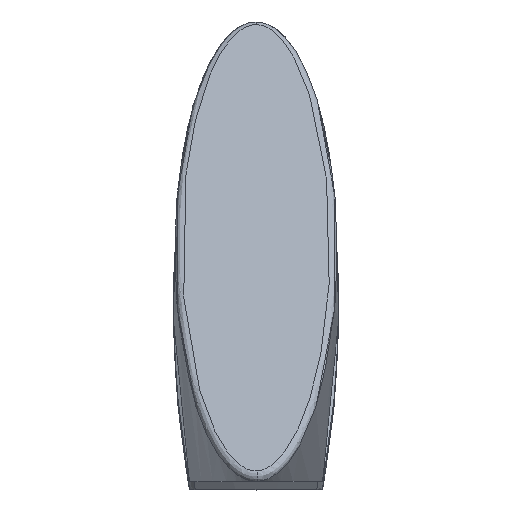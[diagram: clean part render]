
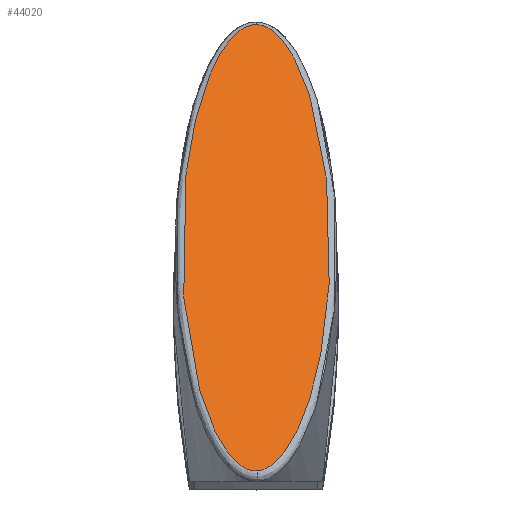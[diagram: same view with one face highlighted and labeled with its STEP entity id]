
A CAD part, top view. The second image highlights one B-rep face of the part: STEP entity #44020.
In plain terms, the highlighted planar face has unit normal (0, 0.629, 0.777).
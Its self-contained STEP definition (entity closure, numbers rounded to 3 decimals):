
#11250=CARTESIAN_POINT('',(0.03,32.066,
20.534));
#11260=VERTEX_POINT('',#11250);
#11290=CARTESIAN_POINT('',(0.03,32.066,
20.534));
#11300=CARTESIAN_POINT('',(-0.201,32.07,
20.53));
#11310=CARTESIAN_POINT('',(-0.432,32.019,
20.571));
#11320=CARTESIAN_POINT('',(-0.84,31.854,
20.705));
#11330=CARTESIAN_POINT('',(-1.024,31.74,
20.797));
#11340=CARTESIAN_POINT('',(-1.354,31.493,
20.998));
#11350=CARTESIAN_POINT('',(-1.502,31.356,
21.108));
#11360=CARTESIAN_POINT('',(-1.778,31.069,
21.341));
#11370=CARTESIAN_POINT('',(-1.904,30.919,
21.462));
#11380=CARTESIAN_POINT('',(-2.255,30.463,
21.831));
#11390=CARTESIAN_POINT('',(-2.456,30.146,
22.088));
#11400=CARTESIAN_POINT('',(-2.821,29.499,
22.612));
#11410=CARTESIAN_POINT('',(-2.984,29.167,
22.881));
#11420=CARTESIAN_POINT('',(-3.434,28.16,
23.697));
#11430=CARTESIAN_POINT('',(-3.677,27.477,
24.249));
#11440=CARTESIAN_POINT('',(-4.097,26.1,
25.364));
#11450=CARTESIAN_POINT('',(-4.273,25.405,
25.927));
#11460=CARTESIAN_POINT('',(-4.726,23.307,
27.627));
#11470=CARTESIAN_POINT('',(-4.928,21.897,
28.768));
#11480=CARTESIAN_POINT('',(-5.193,19.067,
31.059));
#11490=CARTESIAN_POINT('',(-5.255,17.649,
32.208));
#11500=CARTESIAN_POINT('',(-5.25,14.813,
34.505));
#11510=CARTESIAN_POINT('',(-5.183,13.395,
35.653));
#11520=CARTESIAN_POINT('',(-4.906,10.567,
37.943));
#11530=CARTESIAN_POINT('',(-4.697,9.155,
39.087));
#11540=CARTESIAN_POINT('',(-4.235,7.058,
40.785));
#11550=CARTESIAN_POINT('',(-4.056,6.363,
41.348));
#11560=CARTESIAN_POINT('',(-3.628,4.983,
42.465));
#11570=CARTESIAN_POINT('',(-3.382,4.299,
43.019));
#11580=CARTESIAN_POINT('',(-2.928,3.295,
43.832));
#11590=CARTESIAN_POINT('',(-2.764,2.964,
44.1));
#11600=CARTESIAN_POINT('',(-2.394,2.315,
44.625));
#11610=CARTESIAN_POINT('',(-2.19,1.998,
44.882));
#11620=CARTESIAN_POINT('',(-1.718,1.393,
45.372));
#11630=CARTESIAN_POINT('',(-1.452,1.099,
45.61));
#11640=CARTESIAN_POINT('',(-0.954,0.731,
45.908));
#11650=CARTESIAN_POINT('',(-0.776,0.62,
45.998));
#11660=CARTESIAN_POINT('',(-0.47,0.499,
46.096));
#11670=CARTESIAN_POINT('',(-0.361,0.466,
46.122));
#11680=CARTESIAN_POINT('',(-0.139,0.426,
46.155));
#11690=CARTESIAN_POINT('',(-0.022,0.419,
46.161));
#11700=CARTESIAN_POINT('',(0.092,0.427,
46.155));
#11710=B_SPLINE_CURVE_WITH_KNOTS('',3,(#11290,#11300,#11310,#11320,
#11330,#11340,#11350,#11360,#11370,#11380,#11390,#11400,#11410,#11420,
#11430,#11440,#11450,#11460,#11470,#11480,#11490,#11500,#11510,#11520,
#11530,#11540,#11550,#11560,#11570,#11580,#11590,#11600,#11610,#11620,
#11630,#11640,#11650,#11660,#11670,#11680,#11690,#11700),.UNSPECIFIED.,
.F.,.F.,(4,2,2,2,2,2,2,2,2,2,2,2,2,2,2,2,2,2,2,2,4),(0.088,
0.089,0.09,0.09,
0.091,0.093,0.094,
0.097,0.099,0.105,
0.111,0.116,0.122,0.124,
0.127,0.129,0.13,0.131,
0.132,0.132,0.133),.UNSPECIFIED.);
#11720=CARTESIAN_POINT('',(0.092,0.427,
46.155));
#11730=VERTEX_POINT('',#11720);
#11740=EDGE_CURVE('',#11260,#11730,#11710,.T.);
#43450=CARTESIAN_POINT('',(0.,16.126,
33.442));
#43460=DIRECTION('',(0.,0.629,
0.777));
#43470=DIRECTION('',(0.,-0.777,0.629));
#43480=AXIS2_PLACEMENT_3D('',#43450,#43460,#43470);
#43490=PLANE('',#43480);
#43500=CARTESIAN_POINT('',(0.092,0.427,
46.155));
#43510=CARTESIAN_POINT('',(0.207,0.435,
46.148));
#43520=CARTESIAN_POINT('',(0.319,0.456,
46.131));
#43530=CARTESIAN_POINT('',(0.535,0.521,
46.078));
#43540=CARTESIAN_POINT('',(0.635,0.563,
46.044));
#43550=CARTESIAN_POINT('',(0.827,0.66,
45.966));
#43560=CARTESIAN_POINT('',(0.919,0.715,
45.921));
#43570=CARTESIAN_POINT('',(1.093,0.831,
45.827));
#43580=CARTESIAN_POINT('',(1.175,0.893,
45.777));
#43590=CARTESIAN_POINT('',(1.409,1.086,
45.621));
#43600=CARTESIAN_POINT('',(1.551,1.226,
45.507));
#43610=CARTESIAN_POINT('',(1.814,1.517,
45.271));
#43620=CARTESIAN_POINT('',(1.935,1.667,
45.15));
#43630=CARTESIAN_POINT('',(2.275,2.125,
44.779));
#43640=CARTESIAN_POINT('',(2.471,2.442,
44.523));
#43650=CARTESIAN_POINT('',(2.827,3.088,
44.));
#43660=CARTESIAN_POINT('',(2.987,3.418,
43.732));
#43670=CARTESIAN_POINT('',(3.428,4.421,
42.92));
#43680=CARTESIAN_POINT('',(3.668,5.101,
42.37));
#43690=CARTESIAN_POINT('',(4.085,6.47,
41.261));
#43700=CARTESIAN_POINT('',(4.26,7.161,
40.701));
#43710=CARTESIAN_POINT('',(4.712,9.245,
39.013));
#43720=CARTESIAN_POINT('',(4.917,10.65,
37.876));
#43730=CARTESIAN_POINT('',(5.187,13.463,
35.598));
#43740=CARTESIAN_POINT('',(5.252,14.872,
34.457));
#43750=CARTESIAN_POINT('',(5.253,17.694,
32.172));
#43760=CARTESIAN_POINT('',(5.19,19.105,
31.029));
#43770=CARTESIAN_POINT('',(4.925,21.916,
28.752));
#43780=CARTESIAN_POINT('',(4.723,23.321,
27.615));
#43790=CARTESIAN_POINT('',(4.274,25.405,
25.928));
#43800=CARTESIAN_POINT('',(4.098,26.095,
25.368));
#43810=CARTESIAN_POINT('',(3.68,27.466,
24.258));
#43820=CARTESIAN_POINT('',(3.437,28.149,
23.706));
#43830=CARTESIAN_POINT('',(2.993,29.148,
22.896));
#43840=CARTESIAN_POINT('',(2.832,29.477,
22.63));
#43850=CARTESIAN_POINT('',(2.469,30.124,
22.106));
#43860=CARTESIAN_POINT('',(2.268,30.443,
21.848));
#43870=CARTESIAN_POINT('',(1.92,30.899,
21.478));
#43880=CARTESIAN_POINT('',(1.796,31.048,
21.358));
#43890=CARTESIAN_POINT('',(1.526,31.332,
21.128));
#43900=CARTESIAN_POINT('',(1.382,31.467,
21.018));
#43910=CARTESIAN_POINT('',(1.061,31.716,
20.817));
#43920=CARTESIAN_POINT('',(0.882,31.83,
20.724));
#43930=CARTESIAN_POINT('',(0.483,32.004,
20.584));
#43940=CARTESIAN_POINT('',(0.261,32.061,
20.537));
#43950=CARTESIAN_POINT('',(0.03,32.066,
20.534));
#43960=B_SPLINE_CURVE_WITH_KNOTS('',3,(#43500,#43510,#43520,#43530,
#43540,#43550,#43560,#43570,#43580,#43590,#43600,#43610,#43620,#43630,
#43640,#43650,#43660,#43670,#43680,#43690,#43700,#43710,#43720,#43730,
#43740,#43750,#43760,#43770,#43780,#43790,#43800,#43810,#43820,#43830,
#43840,#43850,#43860,#43870,#43880,#43890,#43900,#43910,#43920,#43930,
#43940,#43950),.UNSPECIFIED.,.F.,.F.,(4,2,2,2,2,2,2,2,2,2,2,2,2,2,2,2,2,
2,2,2,2,2,4),(0.044,0.045,0.045,
0.045,0.046,0.046,
0.047,0.048,0.05,
0.052,0.055,0.061,
0.066,0.072,0.077,
0.08,0.083,0.084,
0.086,0.086,0.087,
0.088,0.088),.UNSPECIFIED.);
#43970=EDGE_CURVE('',#11730,#11260,#43960,.T.);
#43980=ORIENTED_EDGE('',*,*,#43970,.T.);
#43990=ORIENTED_EDGE('',*,*,#11740,.T.);
#44000=EDGE_LOOP('',(#43990,#43980));
#44010=FACE_OUTER_BOUND('',#44000,.T.);
#44020=ADVANCED_FACE('',(#44010),#43490,.T.);
